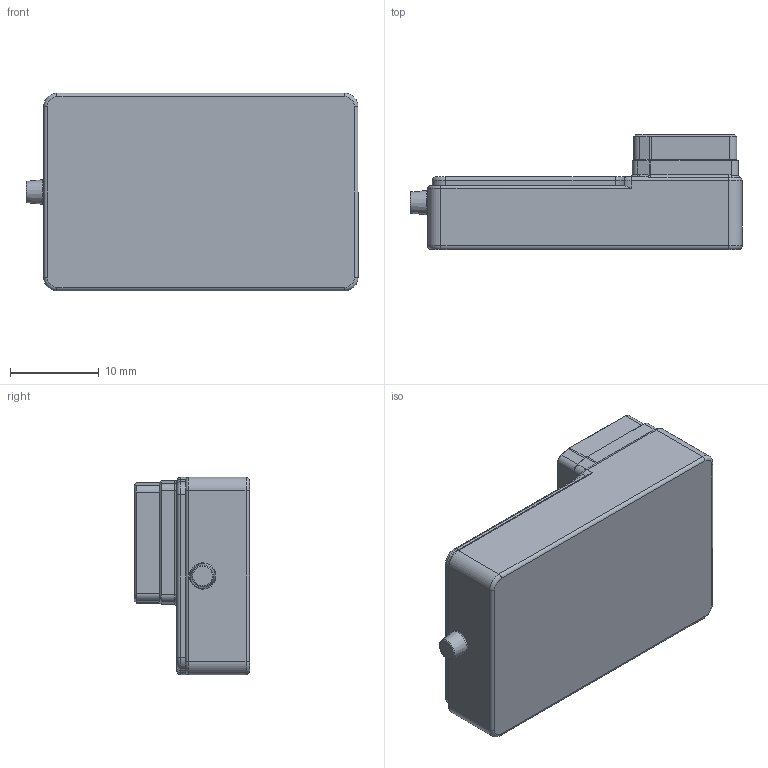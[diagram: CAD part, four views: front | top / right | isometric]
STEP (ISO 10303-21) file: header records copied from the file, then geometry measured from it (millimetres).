
FILE_DESCRIPTION((''),'2;1');
FILE_NAME('Empfaenger_GT2.stp','2013-12-28T14:44:01',('Cookie'),(''),'Autodesk Inventor 2013','Autodesk Inventor 2013','');
FILE_SCHEMA(('AUTOMOTIVE_DESIGN { 1 0 10303 214 1 1 1 1 }'));
Length unit declared in the file: millimetre
Products named in the file (1): Empfaenger
Bounding box: 37.5 x 13 x 22.3 mm (x, y, z)
Volume: 6244.5 mm3; surface area: 3365.7 mm2
Topology: 1 solids, 1 shells, 375 faces, 848 edges, 516 vertices
Faces by surface type: cylinder 158, plane 118, sphere 50, torus 28, cone 13, bspline 8
Full cylindrical faces by diameter (mm): 2 x1, 3 x1
Entity records: 10813 total; most frequent: CARTESIAN_POINT 1985, DIRECTION 1932, ORIENTED_EDGE 1636, EDGE_CURVE 818, AXIS2_PLACEMENT_3D 741, VERTEX_POINT 466, VECTOR 450, LINE 450
